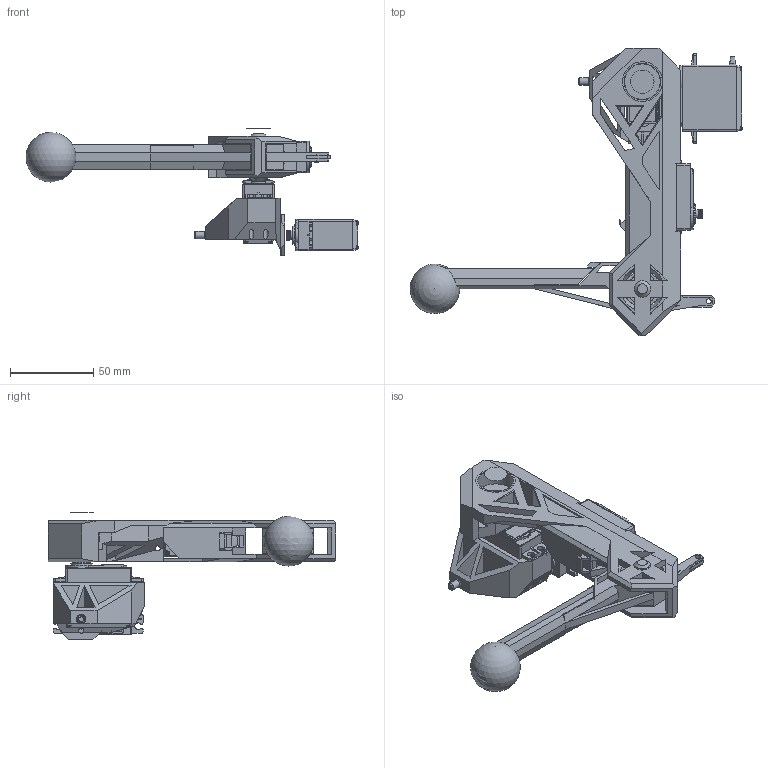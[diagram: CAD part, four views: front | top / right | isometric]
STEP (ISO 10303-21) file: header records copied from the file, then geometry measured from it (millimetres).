
FILE_DESCRIPTION(/* description */ (''),/* implementation_level */ '2;1');
FILE_NAME(/* name */ 'd840b1f9-802e-496e-be13-9829b79e47ee.stp',/* time_stamp */ '2021-12-10T13:45:13+00:00',/* author */ (''),/* organization */ (''),/* preprocessor_version */ 'ST-DEVELOPER v18.1',/* originating_system */ 'Autodesk Translation Framework v10.10.0.1391',/* authorisation */ '');
FILE_SCHEMA (('AUTOMOTIVE_DESIGN { 1 0 10303 214 3 1 1 }'));
Length unit declared in the file: millimetre
Products named in the file (14): Front Left Leg; Bearing; outer race; inner race; retainer; ball; cover; Tibia; Joint Pin; Servo MG996R; Femur; X Axis Case; Femur Joint Cap; Joint Pin Cap
Assembly tree (23 placements, depth 3):
  Front Left Leg
    Servo MG996R  x3
    Bearing
      outer race
      inner race
      retainer
      ball  x8
      cover  x2
    Tibia
    Joint Pin
    Femur
    X Axis Case
    Femur Joint Cap
    Joint Pin Cap
Bounding box: 199.98 x 172.88 x 76.92 mm (x, y, z)
Volume: 214644.3 mm3; surface area: 86455.3 mm2
Topology: 40 solids, 40 shells, 1681 faces, 4691 edges, 3099 vertices
Faces by surface type: plane 891, cylinder 487, torus 234, bspline 33, cone 19, sphere 17
Full cylindrical faces by diameter (mm): 2.533 x12, 2.671 x33, 3 x22, 3.07 x15, 4.5 x1, 4.9 x3, 5.5 x3, 6 x3, 7.75 x1, 8 x2, 10 x2, 11 x3, 12 x4, 13 x3, 14 x1, 16 x1, 18 x4, 21.5 x1, 22 x2, 22.2 x1
Entity records: 31640 total; most frequent: CARTESIAN_POINT 9669, ORIENTED_EDGE 4670, DIRECTION 4211, EDGE_CURVE 2335, VERTEX_POINT 1553, LINE 1469, VECTOR 1469, AXIS2_PLACEMENT_3D 1371
